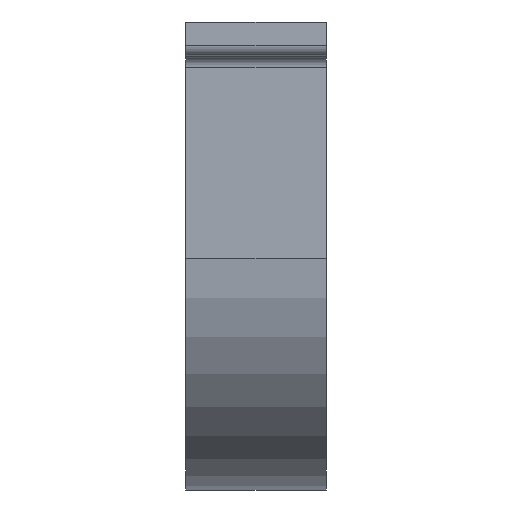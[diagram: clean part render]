
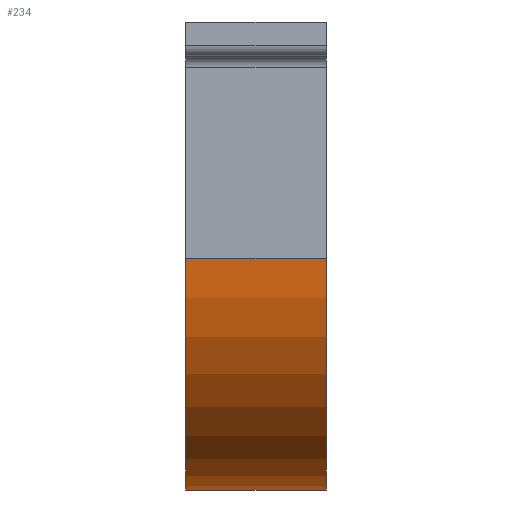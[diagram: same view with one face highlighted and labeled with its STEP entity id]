
A CAD part, left-side view. The second image highlights one B-rep face of the part: STEP entity #234.
In plain terms, the highlighted cylindrical face has radius 31.788 mm (diameter 63.576 mm), a partial arc.
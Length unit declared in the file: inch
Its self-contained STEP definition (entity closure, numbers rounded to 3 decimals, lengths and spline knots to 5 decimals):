
#1 = EDGE_CURVE ( 'NONE', #66, #593, #651, .T. ) ;
#66 = VERTEX_POINT ( 'NONE', #891 ) ;
#67 = CARTESIAN_POINT ( 'NONE',  ( 0., 0.757, -1.2515 ) ) ;
#83 = VERTEX_POINT ( 'NONE', #345 ) ;
#85 = DIRECTION ( 'NONE',  ( 0., 0., 1. ) ) ;
#93 = CARTESIAN_POINT ( 'NONE',  ( -1.2515, 0.757, 0. ) ) ;
#122 = ORIENTED_EDGE ( 'NONE', *, *, #657, .T. ) ;
#132 = FACE_OUTER_BOUND ( 'NONE', #148, .T. ) ;
#146 = DIRECTION ( 'NONE',  ( 0., 0., -1. ) ) ;
#148 = EDGE_LOOP ( 'NONE', ( #450, #313, #122, #405 ) ) ;
#161 = LINE ( 'NONE', #67, #707 ) ;
#234 = ADVANCED_FACE ( 'NONE', ( #132 ), #459, .T. ) ;
#238 = CIRCLE ( 'NONE', #550, 1.2515 ) ;
#313 = ORIENTED_EDGE ( 'NONE', *, *, #768, .T. ) ;
#345 = CARTESIAN_POINT ( 'NONE',  ( 0., 0.757, -1.2515 ) ) ;
#371 = DIRECTION ( 'NONE',  ( 0., 1., 0. ) ) ;
#405 = ORIENTED_EDGE ( 'NONE', *, *, #1, .F. ) ;
#422 = AXIS2_PLACEMENT_3D ( 'NONE', #775, #371, #85 ) ;
#433 = DIRECTION ( 'NONE',  ( 0., 1., 0. ) ) ;
#450 = ORIENTED_EDGE ( 'NONE', *, *, #645, .F. ) ;
#454 = CIRCLE ( 'NONE', #422, 1.2515 ) ;
#459 = CYLINDRICAL_SURFACE ( 'NONE', #880, 1.2515 ) ;
#470 = VECTOR ( 'NONE', #538, 39.37008 ) ;
#538 = DIRECTION ( 'NONE',  ( 0., -1., 0. ) ) ;
#550 = AXIS2_PLACEMENT_3D ( 'NONE', #837, #433, #909 ) ;
#582 = VERTEX_POINT ( 'NONE', #903 ) ;
#593 = VERTEX_POINT ( 'NONE', #906 ) ;
#645 = EDGE_CURVE ( 'NONE', #83, #66, #238, .T. ) ;
#646 = DIRECTION ( 'NONE',  ( 0., -1., 0. ) ) ;
#648 = DIRECTION ( 'NONE',  ( 0., -1., 0. ) ) ;
#651 = LINE ( 'NONE', #93, #470 ) ;
#657 = EDGE_CURVE ( 'NONE', #582, #593, #454, .T. ) ;
#707 = VECTOR ( 'NONE', #648, 39.37008 ) ;
#768 = EDGE_CURVE ( 'NONE', #83, #582, #161, .T. ) ;
#775 = CARTESIAN_POINT ( 'NONE',  ( 0., 0., 0. ) ) ;
#837 = CARTESIAN_POINT ( 'NONE',  ( 0., 0.757, 0. ) ) ;
#880 = AXIS2_PLACEMENT_3D ( 'NONE', #923, #646, #146 ) ;
#891 = CARTESIAN_POINT ( 'NONE',  ( -1.2515, 0.757, 0. ) ) ;
#903 = CARTESIAN_POINT ( 'NONE',  ( 0., 0., -1.2515 ) ) ;
#906 = CARTESIAN_POINT ( 'NONE',  ( -1.2515, 0., 0. ) ) ;
#909 = DIRECTION ( 'NONE',  ( 0., 0., 1. ) ) ;
#923 = CARTESIAN_POINT ( 'NONE',  ( 0., 0.757, 0. ) ) ;
